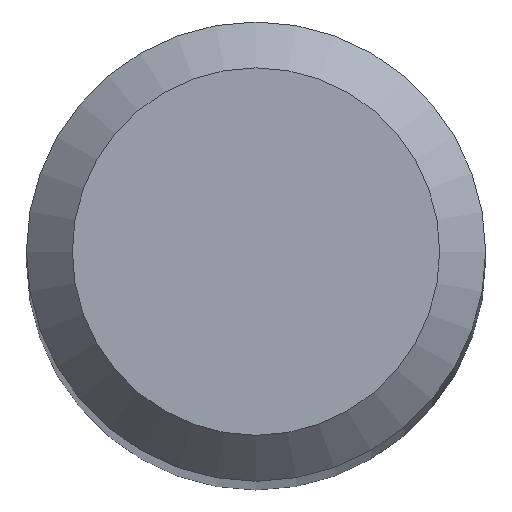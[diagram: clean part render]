
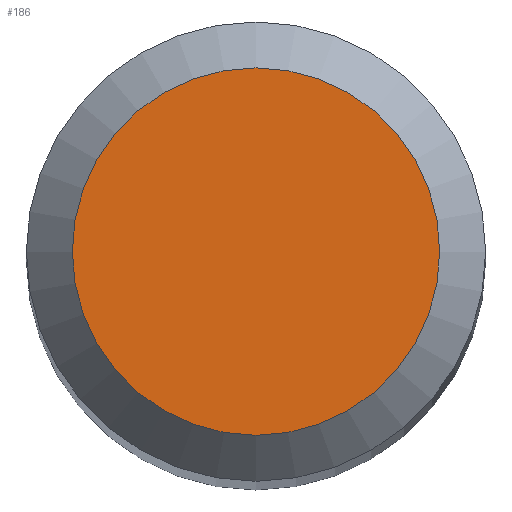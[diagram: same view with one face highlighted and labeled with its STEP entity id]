
A CAD part, top view. The second image highlights one B-rep face of the part: STEP entity #186.
In plain terms, the highlighted planar face has unit normal (0, 0, 1).
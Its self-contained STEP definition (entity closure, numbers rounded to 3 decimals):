
#17 = EDGE_CURVE ( 'NONE', #102, #102, #202, .T. ) ;
#25 = EDGE_LOOP ( 'NONE', ( #190 ) ) ;
#32 = DIRECTION ( 'NONE',  ( 0., 1., 0. ) ) ;
#48 = AXIS2_PLACEMENT_3D ( 'NONE', #72, #226, #127 ) ;
#59 = CARTESIAN_POINT ( 'NONE',  ( 0., 0., 38. ) ) ;
#72 = CARTESIAN_POINT ( 'NONE',  ( 0., 0., 38. ) ) ;
#102 = VERTEX_POINT ( 'NONE', #146 ) ;
#107 = DIRECTION ( 'NONE',  ( 0., 0., -1. ) ) ;
#112 = AXIS2_PLACEMENT_3D ( 'NONE', #59, #107, #32 ) ;
#124 = PLANE ( 'NONE',  #112 ) ;
#127 = DIRECTION ( 'NONE',  ( 0., 1., 0. ) ) ;
#145 = FACE_OUTER_BOUND ( 'NONE', #25, .T. ) ;
#146 = CARTESIAN_POINT ( 'NONE',  ( 0., 1.2, 38. ) ) ;
#186 = ADVANCED_FACE ( 'NONE', ( #145 ), #124, .F. ) ;
#190 = ORIENTED_EDGE ( 'NONE', *, *, #17, .F. ) ;
#202 = CIRCLE ( 'NONE', #48, 1.2 ) ;
#226 = DIRECTION ( 'NONE',  ( 0., 0., -1. ) ) ;
